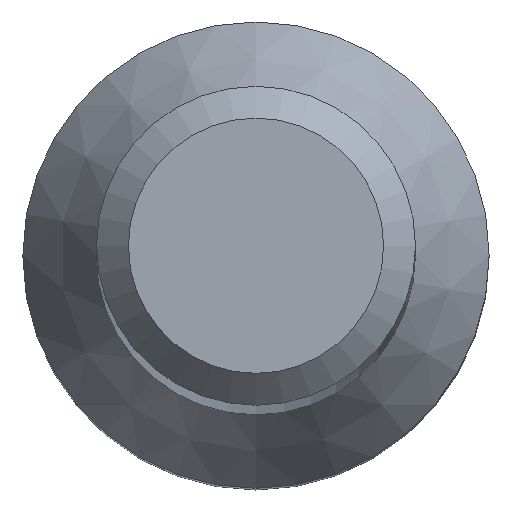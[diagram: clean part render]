
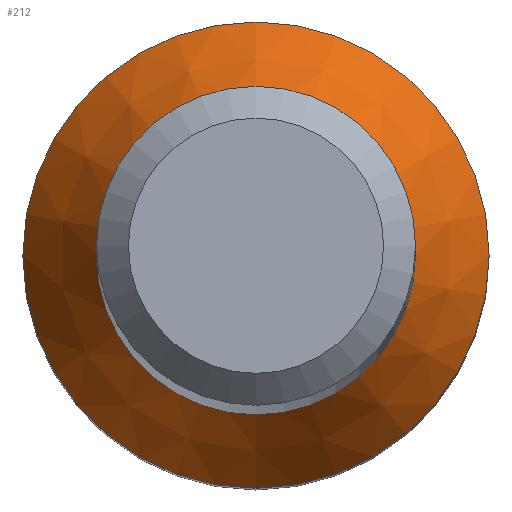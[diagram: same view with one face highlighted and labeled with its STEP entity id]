
A CAD part, top view. The second image highlights one B-rep face of the part: STEP entity #212.
In plain terms, the highlighted conical face has half-angle 30 degrees and reference radius 2.924 mm.
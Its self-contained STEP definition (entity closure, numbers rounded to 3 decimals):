
#14 = CARTESIAN_POINT ( 'NONE',  ( 0., 0., 12.391 ) ) ;
#20 = VERTEX_POINT ( 'NONE', #209 ) ;
#22 = CIRCLE ( 'NONE', #234, 2. ) ;
#41 = CIRCLE ( 'NONE', #132, 2.924 ) ;
#47 = AXIS2_PLACEMENT_3D ( 'NONE', #225, #239, #197 ) ;
#54 = DIRECTION ( 'NONE',  ( 0., 0., -1. ) ) ;
#80 = VERTEX_POINT ( 'NONE', #157 ) ;
#82 = DIRECTION ( 'NONE',  ( 0., 1., 0. ) ) ;
#92 = ORIENTED_EDGE ( 'NONE', *, *, #241, .F. ) ;
#94 = FACE_BOUND ( 'NONE', #166, .T. ) ;
#96 = FACE_OUTER_BOUND ( 'NONE', #158, .T. ) ;
#97 = CONICAL_SURFACE ( 'NONE', #47, 2.924, 0.524 ) ;
#99 = CARTESIAN_POINT ( 'NONE',  ( 0., 0., 13.992 ) ) ;
#131 = EDGE_CURVE ( 'NONE', #20, #20, #22, .T. ) ;
#132 = AXIS2_PLACEMENT_3D ( 'NONE', #14, #54, #195 ) ;
#157 = CARTESIAN_POINT ( 'NONE',  ( 0., 2.924, 12.391 ) ) ;
#158 = EDGE_LOOP ( 'NONE', ( #92 ) ) ;
#166 = EDGE_LOOP ( 'NONE', ( #183 ) ) ;
#183 = ORIENTED_EDGE ( 'NONE', *, *, #131, .T. ) ;
#195 = DIRECTION ( 'NONE',  ( 0., 1., 0. ) ) ;
#197 = DIRECTION ( 'NONE',  ( 0., 1., 0. ) ) ;
#209 = CARTESIAN_POINT ( 'NONE',  ( 0., 2., 13.992 ) ) ;
#212 = ADVANCED_FACE ( 'NONE', ( #94, #96 ), #97, .T. ) ;
#225 = CARTESIAN_POINT ( 'NONE',  ( 0., 0., 12.391 ) ) ;
#234 = AXIS2_PLACEMENT_3D ( 'NONE', #99, #243, #82 ) ;
#239 = DIRECTION ( 'NONE',  ( 0., 0., -1. ) ) ;
#241 = EDGE_CURVE ( 'NONE', #80, #80, #41, .T. ) ;
#243 = DIRECTION ( 'NONE',  ( 0., 0., -1. ) ) ;
